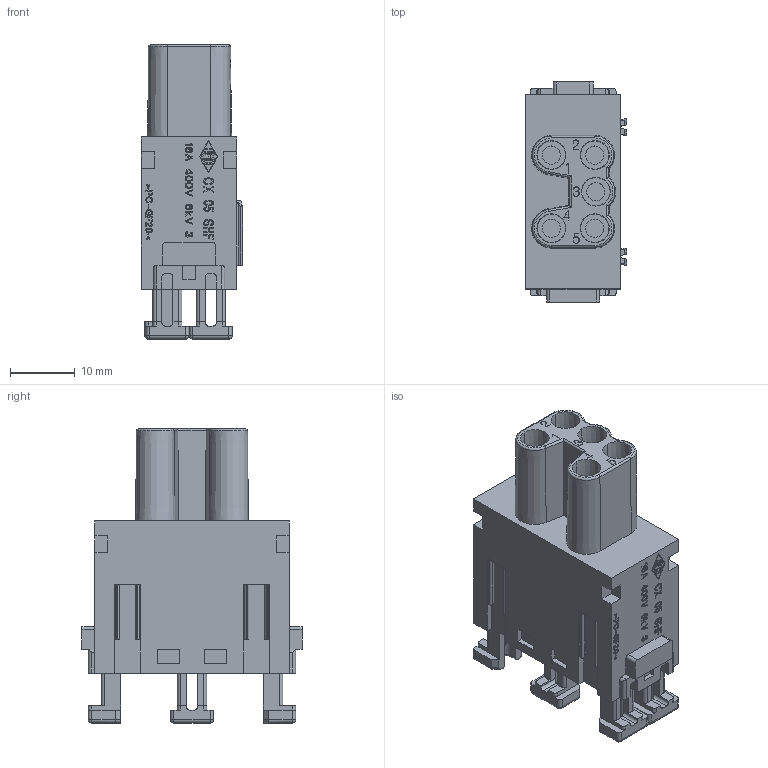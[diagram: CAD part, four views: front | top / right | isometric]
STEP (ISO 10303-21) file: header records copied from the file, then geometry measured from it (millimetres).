
FILE_DESCRIPTION(('Creo Elements/Direct Modeling STEP Export'),'2;1');
FILE_NAME('0lndqdl5954ismk4596','2021-02-10T 9:11:38',(''),(''),'Creo Elements/Direct Modeling STEP processor for AP214 (Solid Model)','Creo Elements/Direct Modeling 20.1B 02-Apr-2019 (C) Parametric Technology GmbH','');
FILE_SCHEMA(('AUTOMOTIVE_DESIGN { 1 0 10303 214 1 1 1 1 }'));
Products named in the file (2): CX_05_SHF
Assembly tree (1 placements, depth 2):
  CX_05_SHF
    CX_05_SHF
Bounding box: 15.6 x 34 x 45.4 mm (x, y, z)
Volume: 12001.7 mm3; surface area: 6657.4 mm2
Topology: 1 solids, 1 shells, 2019 faces, 5776 edges, 3818 vertices
Faces by surface type: plane 1796, cylinder 178, cone 25, torus 10, sphere 10
Entity records: 73935 total; most frequent: CARTESIAN_POINT 15332, ORIENTED_EDGE 11532, DIRECTION 9919, EDGE_CURVE 5766, VECTOR 5301, LINE 5301, VERTEX_POINT 3818, AXIS2_PLACEMENT_3D 2309
